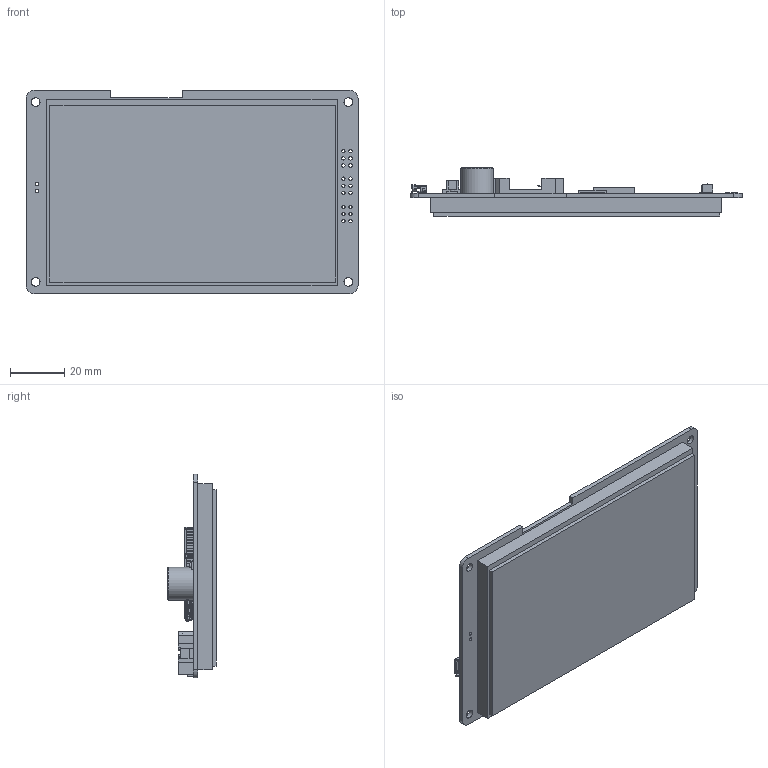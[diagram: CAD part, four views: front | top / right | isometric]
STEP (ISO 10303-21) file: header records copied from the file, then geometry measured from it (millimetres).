
FILE_DESCRIPTION(/* description */ (''),/* implementation_level */ '2;1');
FILE_NAME(/* name */ 'P48272-043T-L0101.stp',/* time_stamp */ '2024-12-17T11:40:44-03:00',/* author */ ('Reservaa'),/* organization */ (''),/* preprocessor_version */ 'ST-DEVELOPER v20',/* originating_system */ 'Autodesk Inventor 2024',/* authorisation */ '');
FILE_SCHEMA (('AUTOMOTIVE_DESIGN { 1 0 10303 214 3 1 1 }'));
Products named in the file (19): P48272-043T-L0101; Placa 043T; tela 043T; touch 043T; User Library-CR2032_Holder; User Library-CR2032_Holder_Holder_Domyslna; User Library-CR2032_Holder_Pin_minus_Domyslna; User Library-CR2032_Holder_Pin_plus_Domyslna; sd; buzzer; bateria; AB2_USB_MICRO_SMD; BM08B-SRSS; F1C100S; Body; ThermalPin; PinsArrayLR; PinsArrayTB; botao_reset
Assembly tree (20 placements, depth 3):
  P48272-043T-L0101
    Placa 043T
    tela 043T
    touch 043T
    User Library-CR2032_Holder
      User Library-CR2032_Holder_Holder_Domyslna
      User Library-CR2032_Holder_Pin_minus_Domyslna
      User Library-CR2032_Holder_Pin_plus_Domyslna
    sd
    buzzer
    bateria
    AB2_USB_MICRO_SMD
    BM08B-SRSS  x3
    F1C100S
      Body
      ThermalPin
      PinsArrayLR
      PinsArrayTB
    botao_reset
Bounding box: 121.9 x 17.8 x 74.7 mm (x, y, z)
Volume: 65329.3 mm3; surface area: 54133.7 mm2
Topology: 108 solids, 108 shells, 2444 faces, 5879 edges, 3691 vertices
Faces by surface type: plane 2233, cylinder 190, cone 9, sphere 8, torus 4
Full cylindrical faces by diameter (mm): 0.4 x4, 0.5 x4, 1 x4, 1.2 x20, 1.25 x1, 1.7 x16, 1.8 x1, 2 x2, 2.5 x1, 3.2 x4, 12 x1
Entity records: 63617 total; most frequent: CARTESIAN_POINT 10681, ORIENTED_EDGE 10386, DIRECTION 10101, EDGE_CURVE 5193, LINE 4735, VECTOR 4735, VERTEX_POINT 3239, AXIS2_PLACEMENT_3D 2683
